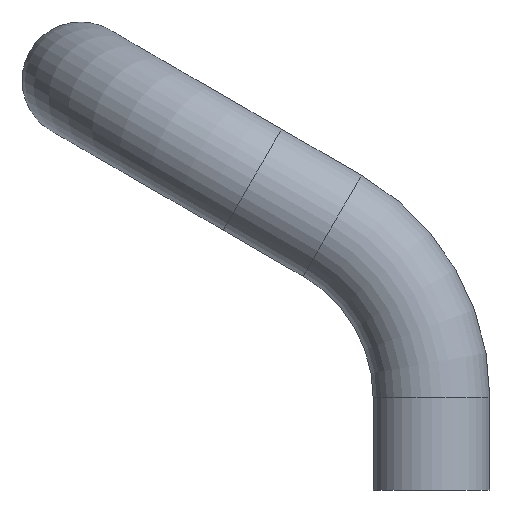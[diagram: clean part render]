
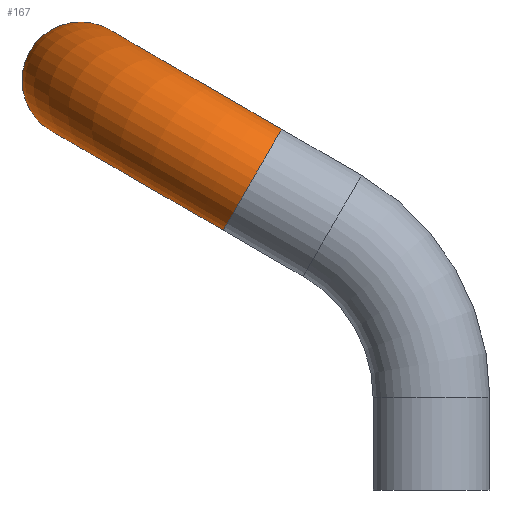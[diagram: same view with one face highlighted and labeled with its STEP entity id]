
A CAD part, left-side view. The second image highlights one B-rep face of the part: STEP entity #167.
In plain terms, the highlighted toroidal (fillet/blend) face has major radius 17 mm and minor radius 5 mm.
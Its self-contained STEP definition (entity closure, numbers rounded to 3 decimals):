
#19=TOROIDAL_SURFACE('',#193,17.,5.);
#25=FACE_BOUND('',#67,.T.);
#47=FACE_OUTER_BOUND('',#66,.T.);
#66=EDGE_LOOP('',(#140));
#67=EDGE_LOOP('',(#141));
#93=CIRCLE('',#194,5.);
#94=CIRCLE('',#195,5.);
#108=VERTEX_POINT('',#296);
#109=VERTEX_POINT('',#298);
#123=EDGE_CURVE('',#108,#108,#93,.T.);
#124=EDGE_CURVE('',#109,#109,#94,.T.);
#140=ORIENTED_EDGE('',*,*,#123,.T.);
#141=ORIENTED_EDGE('',*,*,#124,.T.);
#167=ADVANCED_FACE('',(#47,#25),#19,.T.);
#193=AXIS2_PLACEMENT_3D('',#295,#240,#241);
#194=AXIS2_PLACEMENT_3D('',#297,#242,#243);
#195=AXIS2_PLACEMENT_3D('',#299,#244,#245);
#240=DIRECTION('center_axis',(0.,-0.5,0.866));
#241=DIRECTION('ref_axis',(0.,0.866,0.5));
#242=DIRECTION('center_axis',(0.,0.866,0.5));
#243=DIRECTION('ref_axis',(-1.,0.,0.));
#244=DIRECTION('center_axis',(-1.,0.,0.));
#245=DIRECTION('ref_axis',(0.,0.,1.));
#295=CARTESIAN_POINT('Origin',(17.,15.342,26.572));
#296=CARTESIAN_POINT('',(0.,17.842,22.242));
#297=CARTESIAN_POINT('Origin',(0.,15.342,26.572));
#298=CARTESIAN_POINT('',(17.,30.064,30.072));
#299=CARTESIAN_POINT('Origin',(17.,30.064,35.072));
